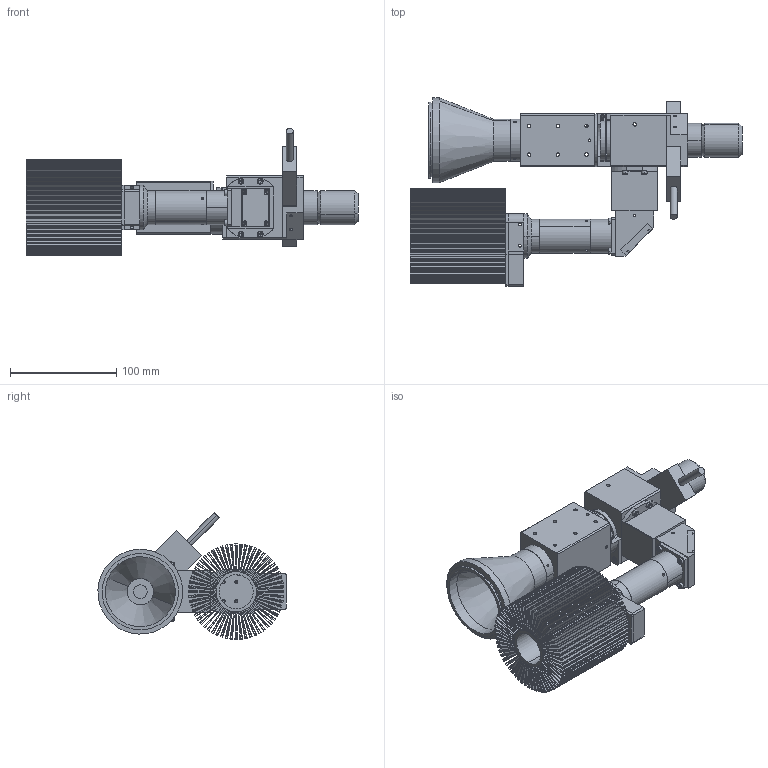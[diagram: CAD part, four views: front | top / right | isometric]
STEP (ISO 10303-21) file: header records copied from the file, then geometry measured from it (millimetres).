
FILE_DESCRIPTION (( 'STEP AP203' ), '1' );
FILE_NAME ('XF-VM3-1X-DIC-V7.0.STEP', '2019-10-12T02:26:48', ( 'zhanghp' ), ( '' ), 'SwSTEP 2.0', 'SolidWorks 2014', '' );
FILE_SCHEMA (( 'CONFIG_CONTROL_DESIGN' ));
Length unit declared in the file: millimetre
Products named in the file (1): XF-VM3-1X-DIC-V7.0
Bounding box: 313.14 x 177.42 x 119.6 mm (x, y, z)
Surface area: 625443.4 mm2 (no closed solid volume)
Topology: 0 solids, 51 shells, 1048 faces, 3351 edges, 2297 vertices
Faces by surface type: plane 614, cylinder 370, torus 36, cone 28
Entity records: 37851 total; most frequent: CARTESIAN_POINT 7797, DIRECTION 6313, ORIENTED_EDGE 5865, EDGE_CURVE 3333, LINE 2311, VECTOR 2311, VERTEX_POINT 2297, AXIS2_PLACEMENT_3D 2001
